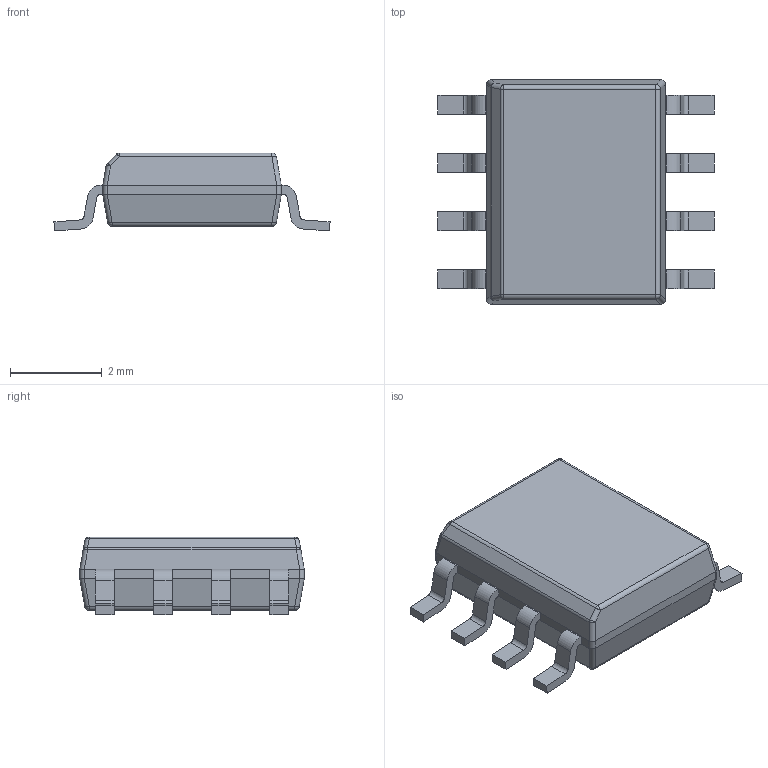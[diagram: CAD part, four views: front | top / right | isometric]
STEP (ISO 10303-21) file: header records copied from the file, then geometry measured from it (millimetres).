
FILE_DESCRIPTION(/* description */ (''),/* implementation_level */ '2;1');
FILE_NAME(/* name */ 'SOIC8 (OPA2188AIDR).step',/* time_stamp */ '2026-02-03T18:49:40-08:00',/* author */ (''),/* organization */ (''),/* preprocessor_version */ 'ST-DEVELOPER v20.1',/* originating_system */ 'Autodesk Translation Framework v14.21.0.0',/* authorisation */ '');
FILE_SCHEMA (('AUTOMOTIVE_DESIGN { 1 0 10303 214 3 1 1 }'));
Length unit declared in the file: millimetre
Products named in the file (4): DDA0008E_ASM; BODY-SO; THERMALPAD-SO; LEAD-SO
Assembly tree (10 placements, depth 2):
  DDA0008E_ASM
    BODY-SO
    LEAD-SO  x8
    THERMALPAD-SO
Bounding box: 6.03 x 4.9 x 1.7 mm (x, y, z)
Volume: 29.9 mm3; surface area: 77 mm2
Topology: 9 solids, 9 shells, 168 faces, 404 edges, 254 vertices
Faces by surface type: plane 103, cylinder 55, sphere 10
Entity records: 2071 total; most frequent: DIRECTION 390, CARTESIAN_POINT 322, ORIENTED_EDGE 304, AXIS2_PLACEMENT_3D 154, EDGE_CURVE 152, VERTEX_POINT 86, LINE 82, VECTOR 82
